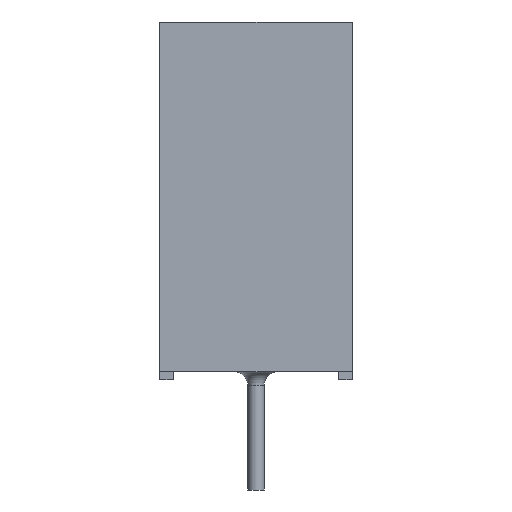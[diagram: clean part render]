
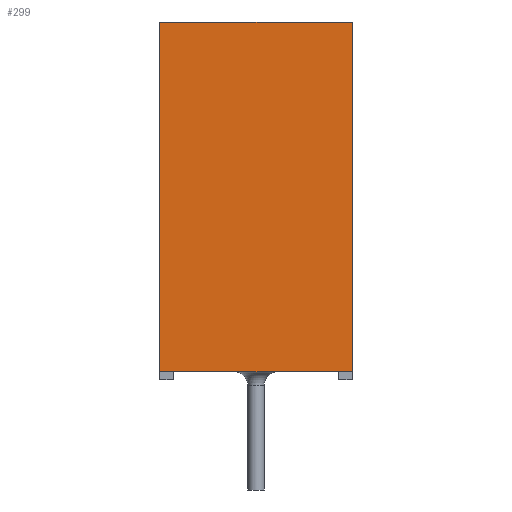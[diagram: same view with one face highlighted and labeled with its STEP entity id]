
A CAD part, left-side view. The second image highlights one B-rep face of the part: STEP entity #299.
In plain terms, the highlighted planar face has unit normal (-1, 0, 0).
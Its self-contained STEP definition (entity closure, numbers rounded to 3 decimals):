
#299 = ADVANCED_FACE( '', ( #815 ), #816, .F. );
#815 = FACE_OUTER_BOUND( '', #1551, .T. );
#816 = PLANE( '', #1552 );
#1551 = EDGE_LOOP( '', ( #2574, #2575, #2576, #2577 ) );
#1552 = AXIS2_PLACEMENT_3D( '', #2578, #2579, #2580 );
#2574 = ORIENTED_EDGE( '', *, *, #5158, .T. );
#2575 = ORIENTED_EDGE( '', *, *, #5159, .F. );
#2576 = ORIENTED_EDGE( '', *, *, #5160, .F. );
#2577 = ORIENTED_EDGE( '', *, *, #5036, .T. );
#2578 = CARTESIAN_POINT( '', ( -6.5, -3.5, 6.35 ) );
#2579 = DIRECTION( '', ( 1., 0., 0. ) );
#2580 = DIRECTION( '', ( 0., 0., -1. ) );
#5036 = EDGE_CURVE( '', #5911, #5909, #5912, .T. );
#5158 = EDGE_CURVE( '', #5909, #6125, #6126, .T. );
#5159 = EDGE_CURVE( '', #6127, #6125, #6128, .T. );
#5160 = EDGE_CURVE( '', #5911, #6127, #6129, .T. );
#5909 = VERTEX_POINT( '', #7417 );
#5911 = VERTEX_POINT( '', #7420 );
#5912 = LINE( '', #7421, #7422 );
#6125 = VERTEX_POINT( '', #8170 );
#6126 = LINE( '', #8171, #8172 );
#6127 = VERTEX_POINT( '', #8173 );
#6128 = LINE( '', #8174, #8175 );
#6129 = LINE( '', #8176, #8177 );
#7417 = CARTESIAN_POINT( '', ( -6.5, 3.5, 6.35 ) );
#7420 = CARTESIAN_POINT( '', ( -6.5, -3.5, 6.35 ) );
#7421 = CARTESIAN_POINT( '', ( -6.5, -3.5, 6.35 ) );
#7422 = VECTOR( '', #10196, 1000. );
#8170 = CARTESIAN_POINT( '', ( -6.5, 3.5, -6.35 ) );
#8171 = CARTESIAN_POINT( '', ( -6.5, 3.5, 6.35 ) );
#8172 = VECTOR( '', #10251, 1000. );
#8173 = CARTESIAN_POINT( '', ( -6.5, -3.5, -6.35 ) );
#8174 = CARTESIAN_POINT( '', ( -6.5, -3.5, -6.35 ) );
#8175 = VECTOR( '', #10252, 1000. );
#8176 = CARTESIAN_POINT( '', ( -6.5, -3.5, 6.35 ) );
#8177 = VECTOR( '', #10253, 1000. );
#10196 = DIRECTION( '', ( 0., 1., 0. ) );
#10251 = DIRECTION( '', ( 0., 0., -1. ) );
#10252 = DIRECTION( '', ( 0., 1., 0. ) );
#10253 = DIRECTION( '', ( 0., 0., -1. ) );
